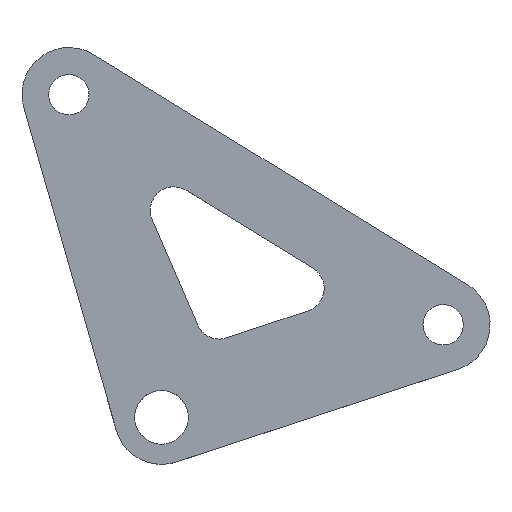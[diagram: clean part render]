
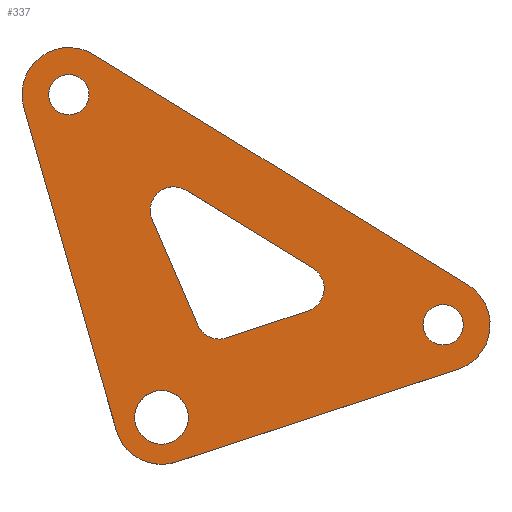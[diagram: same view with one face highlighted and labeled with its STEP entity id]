
A CAD part, top view. The second image highlights one B-rep face of the part: STEP entity #337.
In plain terms, the highlighted planar face has unit normal (0, 0, 1).
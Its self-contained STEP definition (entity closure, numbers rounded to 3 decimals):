
#22=FACE_BOUND('',#71,.T.);
#23=FACE_BOUND('',#72,.T.);
#24=FACE_BOUND('',#73,.T.);
#25=FACE_BOUND('',#74,.T.);
#33=PLANE('',#394);
#49=FACE_OUTER_BOUND('',#70,.T.);
#70=EDGE_LOOP('',(#294,#295,#296,#297,#298,#299));
#71=EDGE_LOOP('',(#300,#301,#302,#303,#304,#305));
#72=EDGE_LOOP('',(#306));
#73=EDGE_LOOP('',(#307));
#74=EDGE_LOOP('',(#308));
#78=LINE('',#508,#105);
#82=LINE('',#520,#109);
#87=LINE('',#532,#114);
#95=LINE('',#568,#122);
#98=LINE('',#574,#125);
#101=LINE('',#581,#128);
#105=VECTOR('',#409,10.);
#109=VECTOR('',#421,10.);
#114=VECTOR('',#434,10.);
#122=VECTOR('',#470,10.);
#125=VECTOR('',#475,10.);
#128=VECTOR('',#484,10.);
#130=CIRCLE('',#363,3.5);
#132=CIRCLE('',#367,3.5);
#134=CIRCLE('',#371,3.5);
#142=CIRCLE('',#382,3.);
#143=CIRCLE('',#384,3.);
#144=CIRCLE('',#386,7.);
#145=CIRCLE('',#390,7.);
#146=CIRCLE('',#393,7.);
#147=CIRCLE('',#395,4.);
#148=VERTEX_POINT('',#498);
#149=VERTEX_POINT('',#499);
#152=VERTEX_POINT('',#507);
#154=VERTEX_POINT('',#513);
#156=VERTEX_POINT('',#519);
#158=VERTEX_POINT('',#525);
#169=VERTEX_POINT('',#553);
#170=VERTEX_POINT('',#557);
#171=VERTEX_POINT('',#561);
#172=VERTEX_POINT('',#562);
#173=VERTEX_POINT('',#567);
#174=VERTEX_POINT('',#571);
#175=VERTEX_POINT('',#573);
#176=VERTEX_POINT('',#577);
#177=VERTEX_POINT('',#585);
#178=EDGE_CURVE('',#148,#149,#130,.T.);
#182=EDGE_CURVE('',#152,#149,#78,.T.);
#185=EDGE_CURVE('',#152,#154,#132,.T.);
#188=EDGE_CURVE('',#156,#154,#82,.T.);
#191=EDGE_CURVE('',#156,#158,#134,.T.);
#195=EDGE_CURVE('',#148,#158,#87,.T.);
#205=EDGE_CURVE('',#169,#169,#142,.T.);
#207=EDGE_CURVE('',#170,#170,#143,.T.);
#209=EDGE_CURVE('',#171,#172,#144,.T.);
#212=EDGE_CURVE('',#172,#173,#95,.T.);
#215=EDGE_CURVE('',#175,#174,#98,.T.);
#217=EDGE_CURVE('',#174,#176,#145,.T.);
#219=EDGE_CURVE('',#176,#171,#101,.T.);
#220=EDGE_CURVE('',#173,#175,#146,.T.);
#221=EDGE_CURVE('',#177,#177,#147,.T.);
#294=ORIENTED_EDGE('',*,*,#215,.T.);
#295=ORIENTED_EDGE('',*,*,#217,.T.);
#296=ORIENTED_EDGE('',*,*,#219,.T.);
#297=ORIENTED_EDGE('',*,*,#209,.T.);
#298=ORIENTED_EDGE('',*,*,#212,.T.);
#299=ORIENTED_EDGE('',*,*,#220,.T.);
#300=ORIENTED_EDGE('',*,*,#195,.T.);
#301=ORIENTED_EDGE('',*,*,#191,.F.);
#302=ORIENTED_EDGE('',*,*,#188,.T.);
#303=ORIENTED_EDGE('',*,*,#185,.F.);
#304=ORIENTED_EDGE('',*,*,#182,.T.);
#305=ORIENTED_EDGE('',*,*,#178,.F.);
#306=ORIENTED_EDGE('',*,*,#207,.T.);
#307=ORIENTED_EDGE('',*,*,#205,.T.);
#308=ORIENTED_EDGE('',*,*,#221,.T.);
#337=ADVANCED_FACE('',(#49,#22,#23,#24,#25),#33,.T.);
#363=AXIS2_PLACEMENT_3D('',#500,#401,#402);
#367=AXIS2_PLACEMENT_3D('',#514,#414,#415);
#371=AXIS2_PLACEMENT_3D('',#526,#426,#427);
#382=AXIS2_PLACEMENT_3D('',#554,#454,#455);
#384=AXIS2_PLACEMENT_3D('',#558,#459,#460);
#386=AXIS2_PLACEMENT_3D('',#563,#464,#465);
#390=AXIS2_PLACEMENT_3D('',#578,#479,#480);
#393=AXIS2_PLACEMENT_3D('',#583,#487,#488);
#394=AXIS2_PLACEMENT_3D('',#584,#489,#490);
#395=AXIS2_PLACEMENT_3D('',#586,#491,#492);
#401=DIRECTION('center_axis',(0.,0.,1.));
#402=DIRECTION('ref_axis',(-0.409,-0.913,0.));
#409=DIRECTION('',(-0.949,-0.315,0.));
#414=DIRECTION('center_axis',(0.,0.,1.));
#415=DIRECTION('ref_axis',(0.993,-0.115,0.));
#421=DIRECTION('',(0.852,-0.524,0.));
#426=DIRECTION('center_axis',(0.,0.,1.));
#427=DIRECTION('ref_axis',(-0.655,0.756,0.));
#434=DIRECTION('',(-0.397,0.918,0.));
#454=DIRECTION('center_axis',(0.,0.,-1.));
#455=DIRECTION('ref_axis',(-1.,0.,0.));
#459=DIRECTION('center_axis',(0.,0.,-1.));
#460=DIRECTION('ref_axis',(-1.,0.,0.));
#464=DIRECTION('center_axis',(0.,0.,1.));
#465=DIRECTION('ref_axis',(1.,0.,0.));
#470=DIRECTION('',(0.276,-0.961,0.));
#475=DIRECTION('',(0.95,0.312,0.));
#479=DIRECTION('center_axis',(0.,0.,1.));
#480=DIRECTION('ref_axis',(1.,0.,0.));
#484=DIRECTION('',(-0.852,0.524,0.));
#487=DIRECTION('center_axis',(0.,0.,1.));
#488=DIRECTION('ref_axis',(1.,0.,0.));
#489=DIRECTION('center_axis',(0.,0.,1.));
#490=DIRECTION('ref_axis',(1.,0.,0.));
#491=DIRECTION('center_axis',(0.,0.,-1.));
#492=DIRECTION('ref_axis',(-1.,0.,0.));
#498=CARTESIAN_POINT('',(-13.887,-1.634,3.));
#499=CARTESIAN_POINT('',(-9.571,-3.566,3.));
#500=CARTESIAN_POINT('Origin',(-10.675,-0.245,3.));
#507=CARTESIAN_POINT('',(2.565,0.468,3.));
#508=CARTESIAN_POINT('',(4.417,1.084,3.));
#513=CARTESIAN_POINT('',(3.295,6.77,3.));
#514=CARTESIAN_POINT('Origin',(1.461,3.789,3.));
#519=CARTESIAN_POINT('',(-15.621,18.412,3.));
#520=CARTESIAN_POINT('',(-11.686,15.991,3.));
#525=CARTESIAN_POINT('',(-20.668,14.042,3.));
#526=CARTESIAN_POINT('Origin',(-17.455,15.432,3.));
#532=CARTESIAN_POINT('',(-12.977,-3.739,3.));
#553=CARTESIAN_POINT('',(-30.055,32.666,3.));
#554=CARTESIAN_POINT('Origin',(-33.055,32.666,3.));
#557=CARTESIAN_POINT('',(25.664,-1.616,3.));
#558=CARTESIAN_POINT('Origin',(22.664,-1.616,3.));
#561=CARTESIAN_POINT('',(-29.386,38.627,3.));
#562=CARTESIAN_POINT('',(-39.784,30.736,3.));
#563=CARTESIAN_POINT('Origin',(-33.055,32.666,3.));
#567=CARTESIAN_POINT('',(-26.055,-17.131,3.));
#568=CARTESIAN_POINT('',(-39.784,30.736,3.));
#571=CARTESIAN_POINT('',(24.849,-8.266,3.));
#573=CARTESIAN_POINT('',(-17.041,-22.032,3.));
#574=CARTESIAN_POINT('',(-17.135,-22.063,3.));
#577=CARTESIAN_POINT('',(26.,4.538,3.));
#578=CARTESIAN_POINT('Origin',(22.664,-1.616,3.));
#581=CARTESIAN_POINT('',(26.,4.538,3.));
#583=CARTESIAN_POINT('Origin',(-19.273,-15.397,3.));
#584=CARTESIAN_POINT('Origin',(-1.773,2.103,3.));
#585=CARTESIAN_POINT('',(-15.273,-15.397,3.));
#586=CARTESIAN_POINT('Origin',(-19.273,-15.397,3.));
